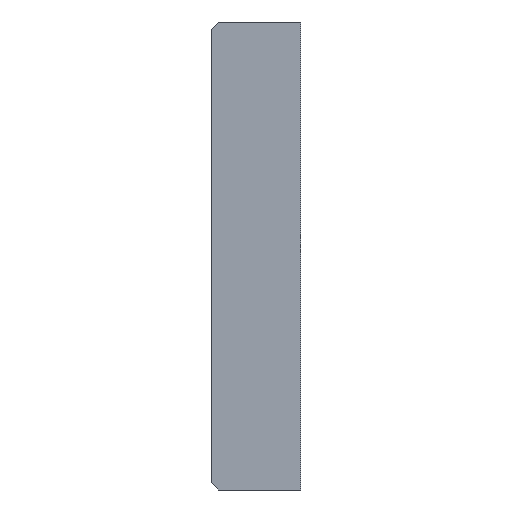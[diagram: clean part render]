
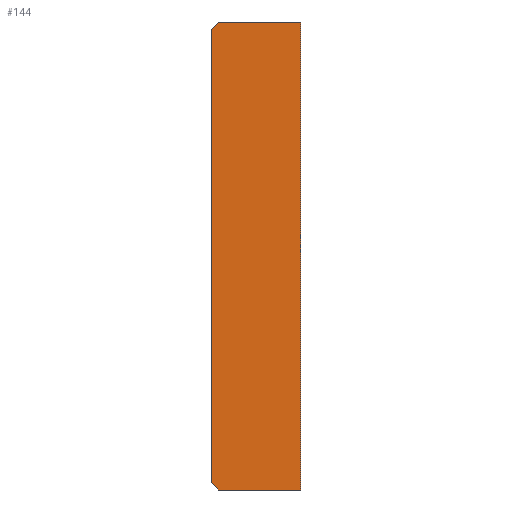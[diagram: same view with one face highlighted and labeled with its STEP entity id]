
A CAD part, front view. The second image highlights one B-rep face of the part: STEP entity #144.
In plain terms, the highlighted planar face has unit normal (0, -1, 0).
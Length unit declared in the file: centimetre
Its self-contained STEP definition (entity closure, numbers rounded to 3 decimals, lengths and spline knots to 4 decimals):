
#18=FACE_OUTER_BOUND('',#26,.T.);
#26=EDGE_LOOP('',(#100,#101,#102,#103,#104,#105));
#34=LINE('',#202,#52);
#35=LINE('',#204,#53);
#36=LINE('',#206,#54);
#37=LINE('',#208,#55);
#38=LINE('',#210,#56);
#39=LINE('',#211,#57);
#52=VECTOR('',#166,0.4243);
#53=VECTOR('',#167,3.3);
#54=VECTOR('',#168,18.8);
#55=VECTOR('',#169,3.3);
#56=VECTOR('',#170,0.4243);
#57=VECTOR('',#171,18.2);
#70=VERTEX_POINT('',#200);
#71=VERTEX_POINT('',#201);
#72=VERTEX_POINT('',#203);
#73=VERTEX_POINT('',#205);
#74=VERTEX_POINT('',#207);
#75=VERTEX_POINT('',#209);
#82=EDGE_CURVE('',#70,#71,#34,.T.);
#83=EDGE_CURVE('',#72,#71,#35,.T.);
#84=EDGE_CURVE('',#73,#72,#36,.T.);
#85=EDGE_CURVE('',#74,#73,#37,.T.);
#86=EDGE_CURVE('',#74,#75,#38,.T.);
#87=EDGE_CURVE('',#70,#75,#39,.T.);
#100=ORIENTED_EDGE('',*,*,#82,.T.);
#101=ORIENTED_EDGE('',*,*,#83,.F.);
#102=ORIENTED_EDGE('',*,*,#84,.F.);
#103=ORIENTED_EDGE('',*,*,#85,.F.);
#104=ORIENTED_EDGE('',*,*,#86,.T.);
#105=ORIENTED_EDGE('',*,*,#87,.F.);
#136=PLANE('',#154);
#144=ADVANCED_FACE('',(#18),#136,.T.);
#154=AXIS2_PLACEMENT_3D('',#199,#164,#165);
#164=DIRECTION('center_axis',(0.,-1.,0.));
#165=DIRECTION('ref_axis',(0.,0.,1.));
#166=DIRECTION('',(0.707,0.,-0.707));
#167=DIRECTION('',(-1.,0.,0.));
#168=DIRECTION('',(0.,0.,-1.));
#169=DIRECTION('',(1.,0.,0.));
#170=DIRECTION('',(-0.707,0.,-0.707));
#171=DIRECTION('',(0.,0.,1.));
#199=CARTESIAN_POINT('Origin',(0.,-0.2,0.));
#200=CARTESIAN_POINT('',(-1.8,-0.2,-9.1));
#201=CARTESIAN_POINT('',(-1.5,-0.2,-9.4));
#202=CARTESIAN_POINT('',(-1.8,-0.2,-9.1));
#203=CARTESIAN_POINT('',(1.8,-0.2,-9.4));
#204=CARTESIAN_POINT('',(1.8,-0.2,-9.4));
#205=CARTESIAN_POINT('',(1.8,-0.2,9.4));
#206=CARTESIAN_POINT('',(1.8,-0.2,9.4));
#207=CARTESIAN_POINT('',(-1.5,-0.2,9.4));
#208=CARTESIAN_POINT('',(-1.5,-0.2,9.4));
#209=CARTESIAN_POINT('',(-1.8,-0.2,9.1));
#210=CARTESIAN_POINT('',(-1.5,-0.2,9.4));
#211=CARTESIAN_POINT('',(-1.8,-0.2,-9.1));
